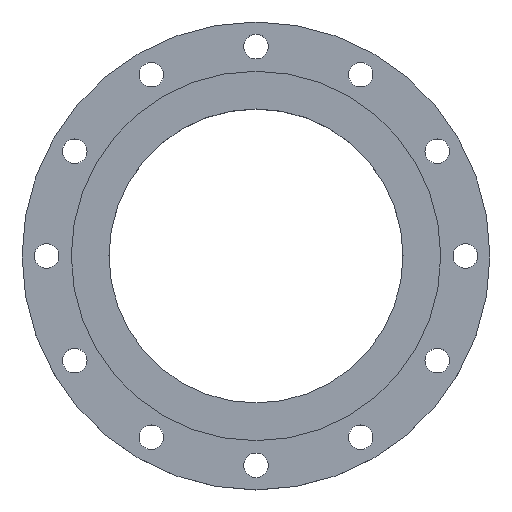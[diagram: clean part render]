
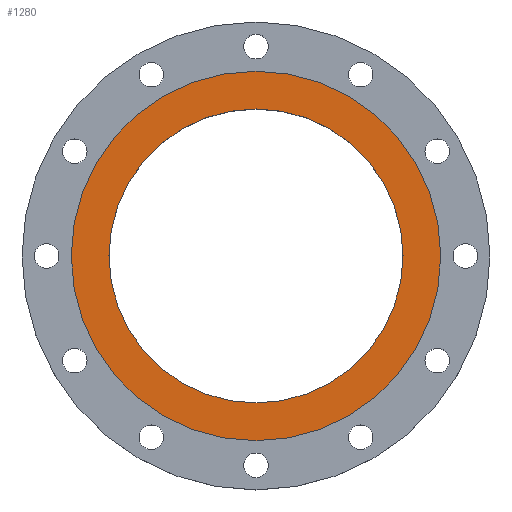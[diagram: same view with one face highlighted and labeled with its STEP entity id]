
A CAD part, top view. The second image highlights one B-rep face of the part: STEP entity #1280.
In plain terms, the highlighted planar face has unit normal (0, 0, 1).
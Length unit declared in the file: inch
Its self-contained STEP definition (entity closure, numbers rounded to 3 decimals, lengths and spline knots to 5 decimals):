
#8 = AXIS2_PLACEMENT_3D ( 'NONE', #595, #937, #820 ) ;
#34 = DIRECTION ( 'NONE',  ( 0., 0., 1. ) ) ;
#86 = VERTEX_POINT ( 'NONE', #391 ) ;
#91 = PLANE ( 'NONE',  #137 ) ;
#137 = AXIS2_PLACEMENT_3D ( 'NONE', #207, #667, #545 ) ;
#181 = ORIENTED_EDGE ( 'NONE', *, *, #918, .T. ) ;
#207 = CARTESIAN_POINT ( 'NONE',  ( 0., 5.969, 0. ) ) ;
#218 = DIRECTION ( 'NONE',  ( 0., 0., 1. ) ) ;
#263 = CARTESIAN_POINT ( 'NONE',  ( 0., 0., 0. ) ) ;
#333 = VERTEX_POINT ( 'NONE', #1311 ) ;
#344 = VERTEX_POINT ( 'NONE', #1029 ) ;
#347 = EDGE_LOOP ( 'NONE', ( #1249, #487 ) ) ;
#353 = CIRCLE ( 'NONE', #684, 7.5 ) ;
#372 = EDGE_CURVE ( 'NONE', #333, #1264, #425, .T. ) ;
#391 = CARTESIAN_POINT ( 'NONE',  ( -5.969, 0., 0. ) ) ;
#397 = CIRCLE ( 'NONE', #1268, 5.969 ) ;
#425 = CIRCLE ( 'NONE', #1248, 7.5 ) ;
#487 = ORIENTED_EDGE ( 'NONE', *, *, #1174, .F. ) ;
#545 = DIRECTION ( 'NONE',  ( -1., 0., 0. ) ) ;
#552 = DIRECTION ( 'NONE',  ( 0., 0., 1. ) ) ;
#556 = CARTESIAN_POINT ( 'NONE',  ( 0., 0., 0. ) ) ;
#595 = CARTESIAN_POINT ( 'NONE',  ( 0., 0., 0. ) ) ;
#667 = DIRECTION ( 'NONE',  ( 0., 0., -1. ) ) ;
#684 = AXIS2_PLACEMENT_3D ( 'NONE', #975, #552, #1008 ) ;
#820 = DIRECTION ( 'NONE',  ( 1., 0., 0. ) ) ;
#918 = EDGE_CURVE ( 'NONE', #1264, #333, #353, .T. ) ;
#937 = DIRECTION ( 'NONE',  ( 0., 0., 1. ) ) ;
#975 = CARTESIAN_POINT ( 'NONE',  ( 0., 0., 0. ) ) ;
#1008 = DIRECTION ( 'NONE',  ( 1., 0., 0. ) ) ;
#1029 = CARTESIAN_POINT ( 'NONE',  ( 5.969, 0., 0. ) ) ;
#1153 = EDGE_LOOP ( 'NONE', ( #181, #1448 ) ) ;
#1174 = EDGE_CURVE ( 'NONE', #86, #344, #397, .T. ) ;
#1184 = CARTESIAN_POINT ( 'NONE',  ( 7.5, 0., 0. ) ) ;
#1248 = AXIS2_PLACEMENT_3D ( 'NONE', #556, #218, #1342 ) ;
#1249 = ORIENTED_EDGE ( 'NONE', *, *, #1389, .F. ) ;
#1264 = VERTEX_POINT ( 'NONE', #1184 ) ;
#1268 = AXIS2_PLACEMENT_3D ( 'NONE', #263, #34, #1269 ) ;
#1269 = DIRECTION ( 'NONE',  ( 1., 0., 0. ) ) ;
#1280 = ADVANCED_FACE ( 'NONE', ( #1332, #1444 ), #91, .F. ) ;
#1311 = CARTESIAN_POINT ( 'NONE',  ( -7.5, 0., 0. ) ) ;
#1320 = CIRCLE ( 'NONE', #8, 5.969 ) ;
#1332 = FACE_BOUND ( 'NONE', #347, .T. ) ;
#1342 = DIRECTION ( 'NONE',  ( 1., 0., 0. ) ) ;
#1389 = EDGE_CURVE ( 'NONE', #344, #86, #1320, .T. ) ;
#1444 = FACE_OUTER_BOUND ( 'NONE', #1153, .T. ) ;
#1448 = ORIENTED_EDGE ( 'NONE', *, *, #372, .T. ) ;
